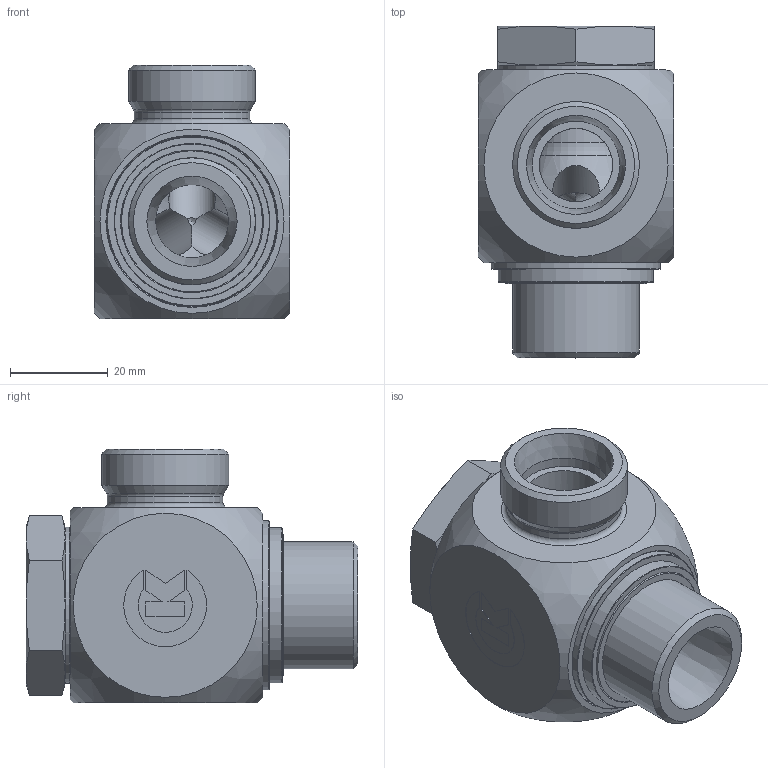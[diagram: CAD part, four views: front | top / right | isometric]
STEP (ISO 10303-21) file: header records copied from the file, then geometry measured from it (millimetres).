
FILE_DESCRIPTION((''),'2;1');
FILE_NAME('80761182626.stp','2014-09-05T19:35:35',(''),('KNOMI spol. s r. o.'),'Autodesk Inventor 2012','Autodesk Inventor 2012','');
FILE_SCHEMA(('AUTOMOTIVE_DESIGN { 1 2 10303 214 0 1 1 1 }'));
Length unit declared in the file: millimetre
Products named in the file (7): SPEM2 18LM26 M26x1.5 / M26x1.5 "pryž"; 7471 2 2726; 7092 35 1526; 602300020090; 8077026; 80775226; 80775126
Assembly tree (6 placements, depth 3):
  SPEM2 18LM26 M26x1.5 / M26x1.5 "pryž"
    7471 2 2726
    7092 35 1526
    602300020090
    8077026
      80775226
      80775126
Bounding box: 40 x 68 x 52 mm (x, y, z)
Volume: 66238.2 mm3; surface area: 25519 mm2
Topology: 5 solids, 5 shells, 152 faces, 349 edges, 221 vertices
Faces by surface type: plane 74, cone 33, cylinder 31, torus 13, sphere 1
Full cylindrical faces by diameter (mm): 9.5 x3, 15 x2, 18 x2, 23.7 x1, 26 x2, 26.1 x1, 26.6 x1, 27 x1, 28.36 x3, 28.4 x1, 28.9 x1, 29.3 x1, 30.7 x1, 31.1 x1, 31.9 x1, 32 x1, 34.8 x1, 34.9 x1
Entity records: 4432 total; most frequent: CARTESIAN_POINT 943, DIRECTION 669, ORIENTED_EDGE 548, EDGE_CURVE 274, AXIS2_PLACEMENT_3D 270, EDGE_LOOP 240, VERTEX_POINT 204, STYLED_ITEM 157
